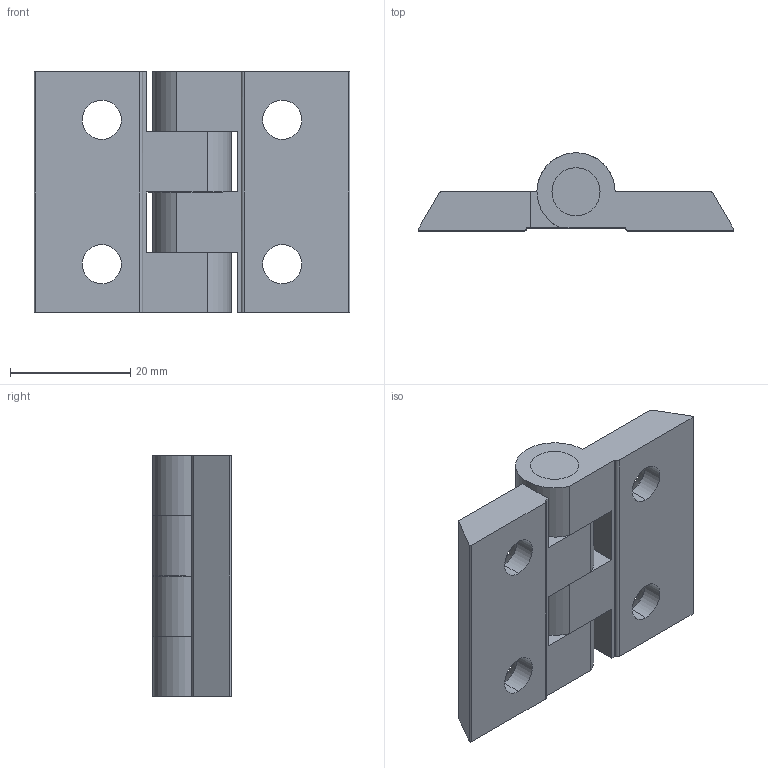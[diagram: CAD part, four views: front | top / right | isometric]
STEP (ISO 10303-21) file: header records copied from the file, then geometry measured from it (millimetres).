
FILE_DESCRIPTION (( 'STEP AP214' ), '1' );
FILE_NAME ('3030金属合页B款.STEP', '2019-07-26T00:44:27', ( '微软用户' ), ( '微软中国' ), 'SwSTEP 2.0', 'SolidWorks 2015', '' );
FILE_SCHEMA (( 'AUTOMOTIVE_DESIGN' ));
Length unit declared in the file: millimetre
Products named in the file (3): O8粣; 3030JSHY-52.5X40; 3030踢扽磁珜B遴
Assembly tree (3 placements, depth 2):
  3030踢扽磁珜B遴
    3030JSHY-52.5X40  x2
    O8粣
Bounding box: 52.5 x 13 x 40 mm (x, y, z)
Volume: 13219.6 mm3; surface area: 8590.5 mm2
Topology: 3 solids, 3 shells, 64 faces, 166 edges, 108 vertices
Faces by surface type: cylinder 26, plane 26, cone 8, bspline 4
Entity records: 1164 total; most frequent: CARTESIAN_POINT 214, DIRECTION 184, ORIENTED_EDGE 172, EDGE_CURVE 86, AXIS2_PLACEMENT_3D 70, VERTEX_POINT 56, LINE 44, VECTOR 44
